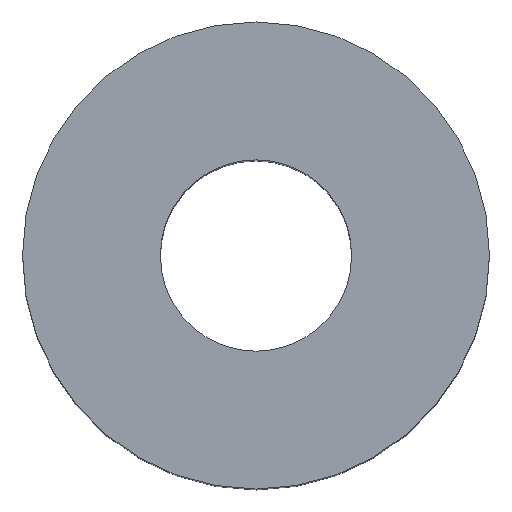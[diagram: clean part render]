
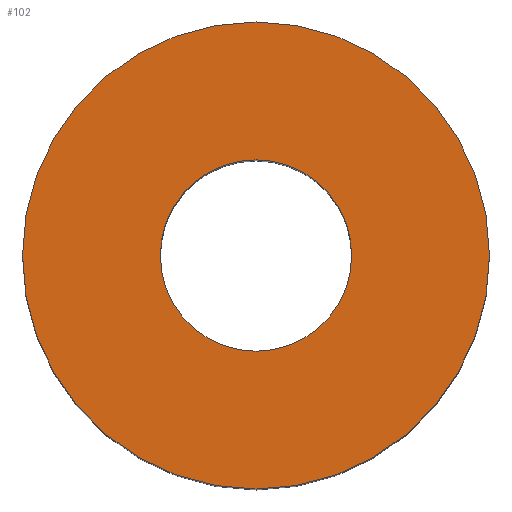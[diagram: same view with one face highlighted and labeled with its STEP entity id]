
A CAD part, top view. The second image highlights one B-rep face of the part: STEP entity #102.
In plain terms, the highlighted face is planar.
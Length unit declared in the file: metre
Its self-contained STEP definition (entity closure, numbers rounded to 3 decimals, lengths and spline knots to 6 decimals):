
#102=ADVANCED_FACE('6:2655',(#117,#118),#119,.T.);
#117=FACE_OUTER_BOUND('',#140,.T.);
#118=FACE_BOUND('',#141,.T.);
#119=PLANE('',#142);
#140=EDGE_LOOP('',(#177,#178));
#141=EDGE_LOOP('',(#179,#180,#181));
#142=AXIS2_PLACEMENT_3D('',#182,#183,#184);
#177=ORIENTED_EDGE('',*,*,#234,.T.);
#178=ORIENTED_EDGE('',*,*,#231,.T.);
#179=ORIENTED_EDGE('',*,*,#235,.F.);
#180=ORIENTED_EDGE('',*,*,#236,.F.);
#181=ORIENTED_EDGE('',*,*,#225,.F.);
#182=CARTESIAN_POINT('',(0.0,0.0,0.0));
#183=DIRECTION('',(0.0,-1.0,0.0));
#184=DIRECTION('',(0.0,0.0,-1.0));
#225=EDGE_CURVE('6:2676',#247,#243,#249,.T.);
#231=EDGE_CURVE('6:2673',#261,#258,#262,.T.);
#234=EDGE_CURVE('6:2673',#258,#261,#266,.T.);
#235=EDGE_CURVE('6:2676',#267,#247,#268,.T.);
#236=EDGE_CURVE('6:2676',#243,#267,#269,.T.);
#243=VERTEX_POINT('',#275);
#247=VERTEX_POINT('',#280);
#249=CIRCLE('',#283,0.00123);
#258=VERTEX_POINT('',#294);
#261=VERTEX_POINT('',#298);
#262=CIRCLE('',#299,0.003);
#266=CIRCLE('',#304,0.003);
#267=VERTEX_POINT('',#305);
#268=CIRCLE('',#306,0.00123);
#269=CIRCLE('',#307,0.00123);
#275=CARTESIAN_POINT('',(0.,0.0,-0.00123));
#280=CARTESIAN_POINT('',(0.,0.0,0.00123));
#283=AXIS2_PLACEMENT_3D('',#317,#318,#319);
#294=CARTESIAN_POINT('',(0.0,0.0,-0.003));
#298=CARTESIAN_POINT('',(0.,0.0,0.003));
#299=AXIS2_PLACEMENT_3D('',#329,#330,#331);
#304=AXIS2_PLACEMENT_3D('',#336,#337,#338);
#305=CARTESIAN_POINT('',(0.00123,0.0,0.0));
#306=AXIS2_PLACEMENT_3D('',#339,#340,#341);
#307=AXIS2_PLACEMENT_3D('',#342,#343,#344);
#317=CARTESIAN_POINT('',(0.0,0.0,0.0));
#318=DIRECTION('',(0.0,-1.0,0.0));
#319=DIRECTION('',(1.0,0.0,0.0));
#329=CARTESIAN_POINT('',(0.0,0.0,0.0));
#330=DIRECTION('',(0.0,-1.0,0.0));
#331=DIRECTION('',(0.0,0.0,-1.0));
#336=CARTESIAN_POINT('',(0.0,0.0,0.0));
#337=DIRECTION('',(0.0,-1.0,0.0));
#338=DIRECTION('',(0.0,0.0,-1.0));
#339=CARTESIAN_POINT('',(0.0,0.0,0.0));
#340=DIRECTION('',(0.0,-1.0,0.0));
#341=DIRECTION('',(1.0,0.0,0.0));
#342=CARTESIAN_POINT('',(0.0,0.0,0.0));
#343=DIRECTION('',(0.0,-1.0,0.0));
#344=DIRECTION('',(1.0,0.0,0.0));
